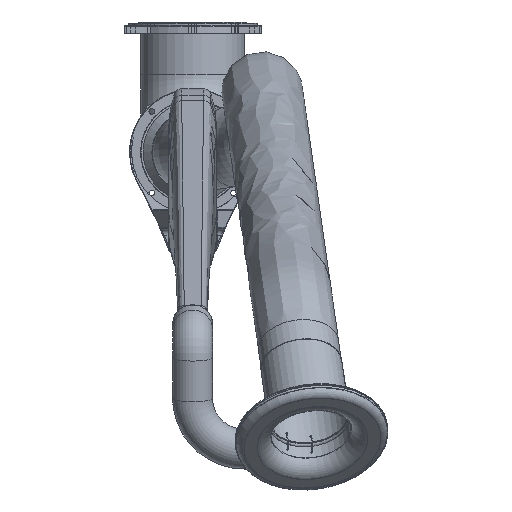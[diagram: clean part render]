
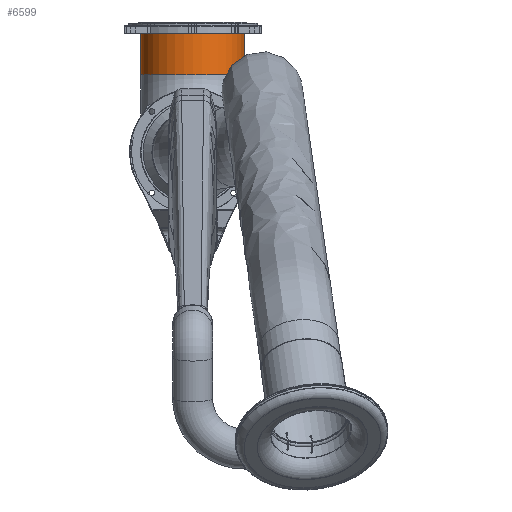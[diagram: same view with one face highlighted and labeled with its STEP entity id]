
A CAD part, left-side view. The second image highlights one B-rep face of the part: STEP entity #6599.
In plain terms, the highlighted cylindrical face has radius 100 mm (diameter 200 mm), a full revolution.
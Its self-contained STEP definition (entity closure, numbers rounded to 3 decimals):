
#290=CYLINDRICAL_SURFACE('',#7277,100.);
#1681=ORIENTED_EDGE('',*,*,#3430,.T.);
#1682=ORIENTED_EDGE('',*,*,#3431,.F.);
#3430=EDGE_CURVE('',#4331,#4331,#4938,.F.);
#3431=EDGE_CURVE('',#4332,#4332,#4939,.F.);
#4331=VERTEX_POINT('',#10574);
#4332=VERTEX_POINT('',#10577);
#4938=CIRCLE('',#7276,100.);
#4939=CIRCLE('',#7278,100.);
#5389=EDGE_LOOP('',(#1681));
#5390=EDGE_LOOP('',(#1682));
#5936=FACE_BOUND('',#5389,.T.);
#5937=FACE_BOUND('',#5390,.T.);
#6599=ADVANCED_FACE('',(#5936,#5937),#290,.T.);
#7276=AXIS2_PLACEMENT_3D('',#10573,#8351,#8352);
#7277=AXIS2_PLACEMENT_3D('',#10575,#8353,#8354);
#7278=AXIS2_PLACEMENT_3D('',#10576,#8355,#8356);
#8351=DIRECTION('',(0.,0.,-1.));
#8352=DIRECTION('',(1.,0.,0.));
#8353=DIRECTION('',(0.,0.,-1.));
#8354=DIRECTION('',(-1.,0.,0.));
#8355=DIRECTION('',(0.,0.,-1.));
#8356=DIRECTION('',(1.,0.,0.));
#10573=CARTESIAN_POINT('',(0.,0.,-80.));
#10574=CARTESIAN_POINT('',(100.,0.,-80.));
#10575=CARTESIAN_POINT('',(0.,0.,0.));
#10576=CARTESIAN_POINT('',(0.,0.,0.));
#10577=CARTESIAN_POINT('',(100.,0.,0.));
